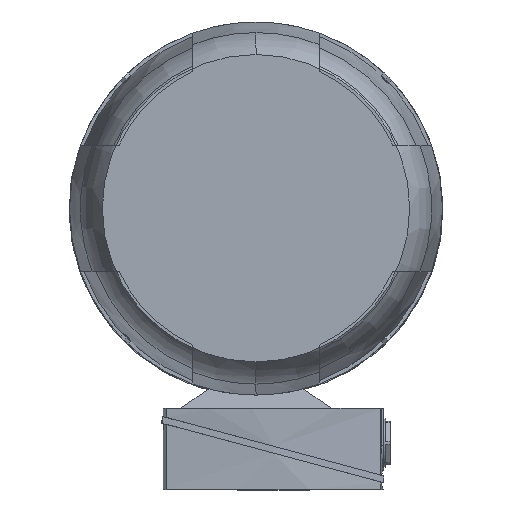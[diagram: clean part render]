
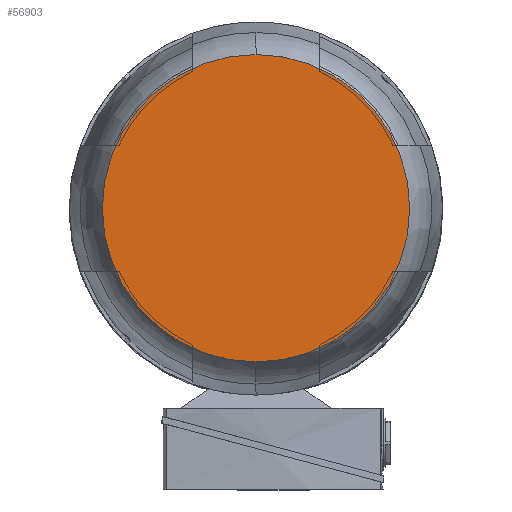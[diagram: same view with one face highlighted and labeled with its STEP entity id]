
A CAD part, top view. The second image highlights one B-rep face of the part: STEP entity #56903.
In plain terms, the highlighted face is planar.
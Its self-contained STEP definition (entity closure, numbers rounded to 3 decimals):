
#434 = AXIS2_PLACEMENT_3D ( 'NONE', #52056, #29864, #51778 ) ;
#824 = CARTESIAN_POINT ( 'NONE',  ( 0., 620., 92.5 ) ) ;
#1315 = CIRCLE ( 'NONE', #434, 185. ) ;
#5232 = DIRECTION ( 'NONE',  ( 0., 0., 1. ) ) ;
#5430 = VERTEX_POINT ( 'NONE', #38642 ) ;
#6181 = FACE_OUTER_BOUND ( 'NONE', #17842, .T. ) ;
#8165 = VERTEX_POINT ( 'NONE', #47550 ) ;
#15922 = EDGE_CURVE ( 'NONE', #8165, #5430, #22709, .T. ) ;
#17842 = EDGE_LOOP ( 'NONE', ( #36757, #29831 ) ) ;
#22709 = CIRCLE ( 'NONE', #27335, 185. ) ;
#26911 = CARTESIAN_POINT ( 'NONE',  ( 0., 620., 0. ) ) ;
#27335 = AXIS2_PLACEMENT_3D ( 'NONE', #26911, #41016, #5232 ) ;
#29831 = ORIENTED_EDGE ( 'NONE', *, *, #15922, .T. ) ;
#29864 = DIRECTION ( 'NONE',  ( 0., 1., 0. ) ) ;
#30849 = PLANE ( 'NONE',  #33926 ) ;
#33926 = AXIS2_PLACEMENT_3D ( 'NONE', #824, #40370, #57118 ) ;
#36757 = ORIENTED_EDGE ( 'NONE', *, *, #40243, .T. ) ;
#38642 = CARTESIAN_POINT ( 'NONE',  ( 0., 620., -185. ) ) ;
#40243 = EDGE_CURVE ( 'NONE', #5430, #8165, #1315, .T. ) ;
#40370 = DIRECTION ( 'NONE',  ( 0., 1., 0. ) ) ;
#41016 = DIRECTION ( 'NONE',  ( 0., 1., 0. ) ) ;
#47550 = CARTESIAN_POINT ( 'NONE',  ( 0., 620., 185. ) ) ;
#51778 = DIRECTION ( 'NONE',  ( 0., 0., 1. ) ) ;
#52056 = CARTESIAN_POINT ( 'NONE',  ( 0., 620., 0. ) ) ;
#56903 = ADVANCED_FACE ( 'NONE', ( #6181 ), #30849, .T. ) ;
#57118 = DIRECTION ( 'NONE',  ( 0., 0., 1. ) ) ;
